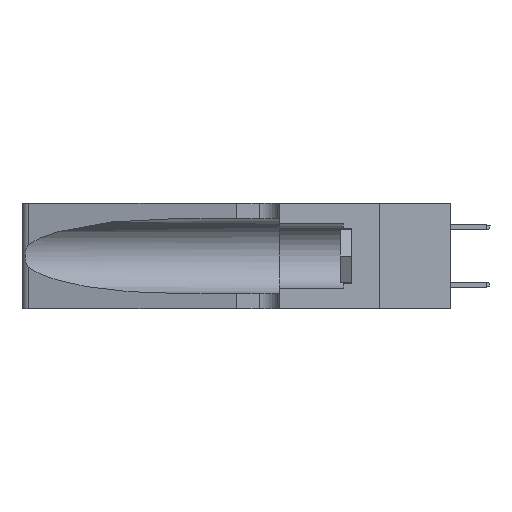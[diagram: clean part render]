
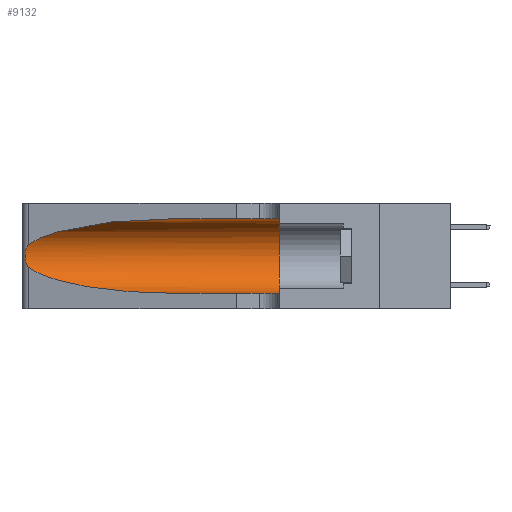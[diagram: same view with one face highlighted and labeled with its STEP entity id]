
A CAD part, left-side view. The second image highlights one B-rep face of the part: STEP entity #9132.
In plain terms, the highlighted cylindrical face has radius 3.308 mm (diameter 6.617 mm), a partial arc.
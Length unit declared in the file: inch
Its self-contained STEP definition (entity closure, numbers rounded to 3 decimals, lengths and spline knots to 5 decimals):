
#267 = CARTESIAN_POINT ( 'NONE',  ( 0.1305, 0.35, 0.05475 ) ) ;
#565 = CARTESIAN_POINT ( 'NONE',  ( 0.1305, 1.61858, 0.31525 ) ) ;
#1186 = VERTEX_POINT ( 'NONE', #267 ) ;
#1582 = VERTEX_POINT ( 'NONE', #7744 ) ;
#1661 =( BOUNDED_CURVE ( )  B_SPLINE_CURVE ( 3, ( #23447, #15241, #10151, #20821 ),
 .UNSPECIFIED., .F., .F. ) 
 B_SPLINE_CURVE_WITH_KNOTS ( ( 4, 4 ),
 ( 1.5708, 2.84003 ),
 .UNSPECIFIED. ) 
 CURVE ( )  GEOMETRIC_REPRESENTATION_ITEM ( )  RATIONAL_B_SPLINE_CURVE ( ( 1., 0.87, 0.87, 1. ) ) 
 REPRESENTATION_ITEM ( '' )  );
#1954 = ORIENTED_EDGE ( 'NONE', *, *, #18884, .T. ) ;
#2163 = CARTESIAN_POINT ( 'NONE',  ( 0.25639, 1.23184, 0.21858 ) ) ;
#2205 = CARTESIAN_POINT ( 'NONE',  ( 0.1305, 0.72297, 0.05475 ) ) ;
#2408 = CIRCLE ( 'NONE', #29242, 0.13025 ) ;
#2473 = DIRECTION ( 'NONE',  ( 0., 0., 1. ) ) ;
#3180 =( BOUNDED_CURVE ( )  B_SPLINE_CURVE ( 3, ( #18121, #9750, #33717, #2205 ),
 .UNSPECIFIED., .F., .T. ) 
 B_SPLINE_CURVE_WITH_KNOTS ( ( 4, 4 ),
 ( 3.44316, 4.71239 ),
 .UNSPECIFIED. ) 
 CURVE ( )  GEOMETRIC_REPRESENTATION_ITEM ( )  RATIONAL_B_SPLINE_CURVE ( ( 1., 0.87, 0.87, 1. ) ) 
 REPRESENTATION_ITEM ( '' )  );
#3199 = CARTESIAN_POINT ( 'NONE',  ( 0.25487, 1.22718, 0.14631 ) ) ;
#4829 = LINE ( 'NONE', #10426, #8901 ) ;
#5084 = ORIENTED_EDGE ( 'NONE', *, *, #14761, .T. ) ;
#7744 = CARTESIAN_POINT ( 'NONE',  ( 0.25487, 1.22718, 0.14631 ) ) ;
#7924 = CARTESIAN_POINT ( 'NONE',  ( 0.25555, 1.22993, 0.14849 ) ) ;
#8901 = VECTOR ( 'NONE', #34213, 39.37008 ) ;
#9132 = ADVANCED_FACE ( 'NONE', ( #26572 ), #30053, .F. ) ;
#9750 = CARTESIAN_POINT ( 'NONE',  ( 0.2373, 1.15595, 0.08982 ) ) ;
#10151 = CARTESIAN_POINT ( 'NONE',  ( 0.2373, 1.15595, 0.28018 ) ) ;
#10426 = CARTESIAN_POINT ( 'NONE',  ( 0.1305, 1.61858, 0.05475 ) ) ;
#10563 = CARTESIAN_POINT ( 'NONE',  ( 0.25854, 1.2359, 0.20912 ) ) ;
#13023 = CARTESIAN_POINT ( 'NONE',  ( 0.25555, 1.22994, 0.2215 ) ) ;
#13603 = CARTESIAN_POINT ( 'NONE',  ( 0.1305, 0.72297, 0.05475 ) ) ;
#14022 = EDGE_LOOP ( 'NONE', ( #23854, #5084, #24857, #1954, #16642, #25567 ) ) ;
#14761 = EDGE_CURVE ( 'NONE', #20608, #1582, #24281, .T. ) ;
#15241 = CARTESIAN_POINT ( 'NONE',  ( 0.18966, 0.96281, 0.31525 ) ) ;
#16234 = DIRECTION ( 'NONE',  ( 0., 0., -1. ) ) ;
#16642 = ORIENTED_EDGE ( 'NONE', *, *, #32441, .F. ) ;
#17909 = CARTESIAN_POINT ( 'NONE',  ( 0.25787, 1.23484, 0.2124 ) ) ;
#18121 = CARTESIAN_POINT ( 'NONE',  ( 0.25487, 1.22718, 0.14631 ) ) ;
#18397 = VECTOR ( 'NONE', #27331, 39.37008 ) ;
#18458 = EDGE_CURVE ( 'NONE', #32277, #20608, #1661, .T. ) ;
#18594 = CARTESIAN_POINT ( 'NONE',  ( 0.26018, 1.23835, 0.19895 ) ) ;
#18786 = VERTEX_POINT ( 'NONE', #23023 ) ;
#18884 = EDGE_CURVE ( 'NONE', #30453, #1186, #4829, .T. ) ;
#19280 = LINE ( 'NONE', #565, #18397 ) ;
#19383 = DIRECTION ( 'NONE',  ( 0., -1., 0. ) ) ;
#19439 = EDGE_CURVE ( 'NONE', #32277, #18786, #19280, .T. ) ;
#20544 = CARTESIAN_POINT ( 'NONE',  ( 0.25487, 1.22718, 0.22369 ) ) ;
#20608 = VERTEX_POINT ( 'NONE', #27703 ) ;
#20821 = CARTESIAN_POINT ( 'NONE',  ( 0.25487, 1.22718, 0.22369 ) ) ;
#21236 = CARTESIAN_POINT ( 'NONE',  ( 0.26075, 1.23896, 0.19203 ) ) ;
#22157 = CARTESIAN_POINT ( 'NONE',  ( 0.1305, 0.72297, 0.31525 ) ) ;
#23023 = CARTESIAN_POINT ( 'NONE',  ( 0.1305, 0.35, 0.31525 ) ) ;
#23447 = CARTESIAN_POINT ( 'NONE',  ( 0.1305, 0.72297, 0.31525 ) ) ;
#23686 = CARTESIAN_POINT ( 'NONE',  ( 0.25789, 1.23486, 0.15765 ) ) ;
#23854 = ORIENTED_EDGE ( 'NONE', *, *, #18458, .T. ) ;
#24281 = B_SPLINE_CURVE_WITH_KNOTS ( 'NONE', 3,
 ( #20544, #13023, #2163, #17909, #10563, #18594, #21236, #34186, #28590, #29105, #23686, #31899, #7924, #3199 ),
 .UNSPECIFIED., .F., .F.,
 ( 4, 2, 2, 2, 2, 2, 4 ),
 ( 0., 0.00027, 0.00053, 0.00107, 0.0016, 0.00187, 0.00214 ),
 .UNSPECIFIED. ) ;
#24591 = EDGE_CURVE ( 'NONE', #1582, #30453, #3180, .T. ) ;
#24624 = CARTESIAN_POINT ( 'NONE',  ( 0.1305, 1.61858, 0.185 ) ) ;
#24857 = ORIENTED_EDGE ( 'NONE', *, *, #24591, .T. ) ;
#25567 = ORIENTED_EDGE ( 'NONE', *, *, #19439, .F. ) ;
#26572 = FACE_OUTER_BOUND ( 'NONE', #14022, .T. ) ;
#26620 = CARTESIAN_POINT ( 'NONE',  ( 0.1305, 0.35, 0.185 ) ) ;
#27331 = DIRECTION ( 'NONE',  ( 0., -1., 0. ) ) ;
#27703 = CARTESIAN_POINT ( 'NONE',  ( 0.25487, 1.22718, 0.22369 ) ) ;
#28590 = CARTESIAN_POINT ( 'NONE',  ( 0.26017, 1.23833, 0.17102 ) ) ;
#28852 = AXIS2_PLACEMENT_3D ( 'NONE', #24624, #19383, #16234 ) ;
#28898 = DIRECTION ( 'NONE',  ( 0., 1., 0. ) ) ;
#29105 = CARTESIAN_POINT ( 'NONE',  ( 0.25856, 1.23593, 0.16098 ) ) ;
#29242 = AXIS2_PLACEMENT_3D ( 'NONE', #26620, #28898, #2473 ) ;
#30053 = CYLINDRICAL_SURFACE ( 'NONE', #28852, 0.13025 ) ;
#30453 = VERTEX_POINT ( 'NONE', #13603 ) ;
#31899 = CARTESIAN_POINT ( 'NONE',  ( 0.25639, 1.23186, 0.15144 ) ) ;
#32277 = VERTEX_POINT ( 'NONE', #22157 ) ;
#32441 = EDGE_CURVE ( 'NONE', #18786, #1186, #2408, .T. ) ;
#33717 = CARTESIAN_POINT ( 'NONE',  ( 0.18966, 0.96281, 0.05475 ) ) ;
#34186 = CARTESIAN_POINT ( 'NONE',  ( 0.26075, 1.23896, 0.178 ) ) ;
#34213 = DIRECTION ( 'NONE',  ( 0., -1., 0. ) ) ;
